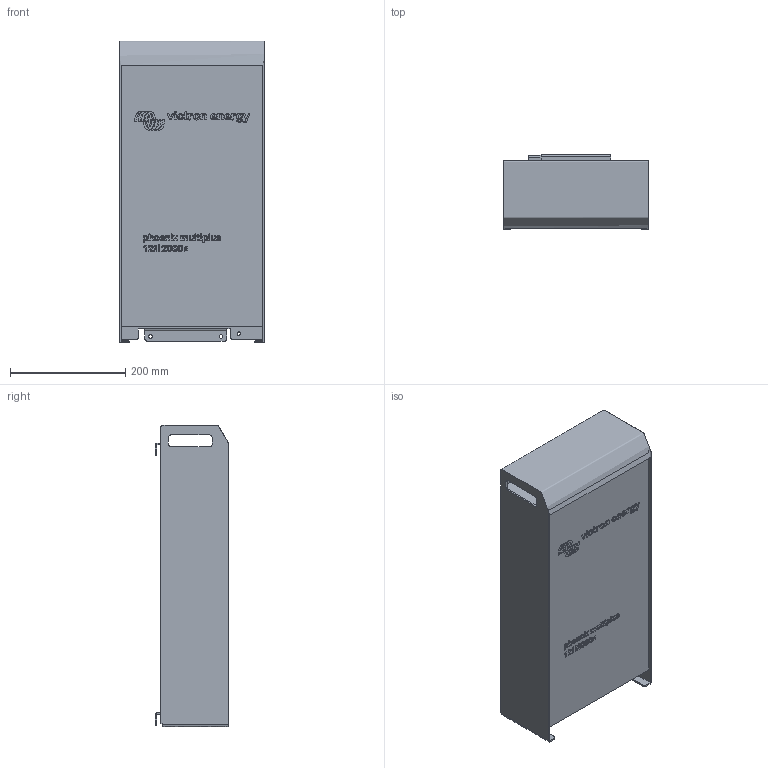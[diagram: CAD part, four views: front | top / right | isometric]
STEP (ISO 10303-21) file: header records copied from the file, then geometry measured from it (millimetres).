
FILE_DESCRIPTION(/* description */ (''),/* implementation_level */ '2;1');
FILE_NAME(/* name */ 'MULTIP~1',/* time_stamp */ '2015-11-16T17:01:46+01:00',/* author */ (''),/* organization */ (''),/* preprocessor_version */ 'ST-DEVELOPER v15',/* originating_system */ '',/* authorisation */ '');
FILE_SCHEMA (('AUTOMOTIVE_DESIGN'));
Length unit declared in the file: millimetre
Products named in the file (1): Document
Bounding box: 252 x 128 x 523.64 mm (x, y, z)
Surface area: 532514.4 mm2 (no closed solid volume)
Topology: 0 solids, 54 shells, 134 faces, 757 edges, 657 vertices
Faces by surface type: plane 87, bspline 47
Entity records: 10721 total; most frequent: CARTESIAN_POINT 6471, ORIENTED_EDGE 947, EDGE_CURVE 755, VERTEX_POINT 654, B_SPLINE_CURVE_WITH_KNOTS 560, EDGE_LOOP 155, ADVANCED_FACE 134, FACE_OUTER_BOUND 134
